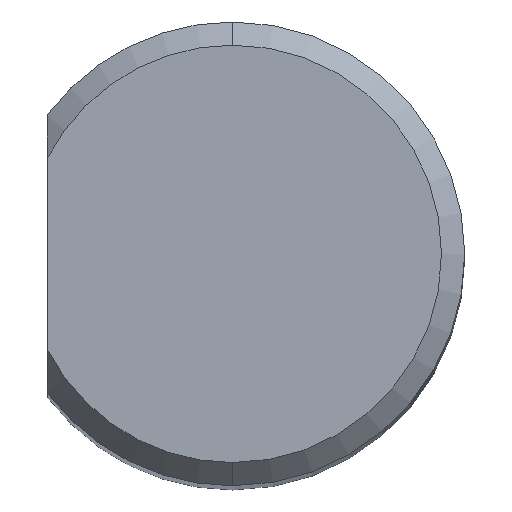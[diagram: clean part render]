
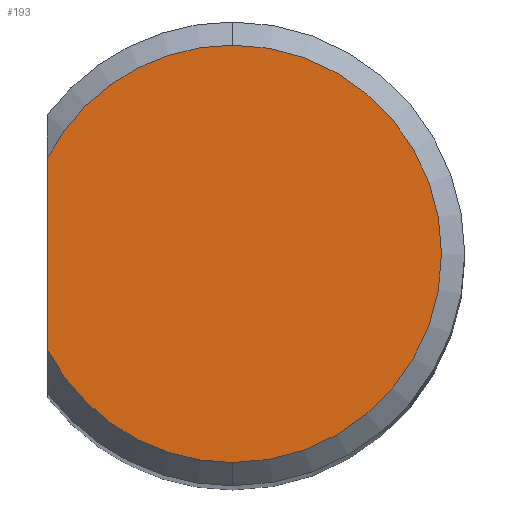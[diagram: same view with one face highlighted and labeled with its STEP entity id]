
A CAD part, top view. The second image highlights one B-rep face of the part: STEP entity #193.
In plain terms, the highlighted planar face has unit normal (0, 0, 1).
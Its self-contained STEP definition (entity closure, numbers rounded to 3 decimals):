
#193=ADVANCED_FACE('NONE',(#464),#465,.F.);
#195=EDGE_CURVE('NONE',#289,#255,#467,.T.);
#255=VERTEX_POINT('NONE',#531);
#257=EDGE_CURVE('NONE',#255,#287,#533,.F.);
#279=VERTEX_POINT('NONE',#557);
#281=EDGE_CURVE('NONE',#279,#289,#559,.T.);
#287=VERTEX_POINT('NONE',#566);
#289=VERTEX_POINT('NONE',#568);
#337=EDGE_CURVE('NONE',#287,#279,#622,.T.);
#464=FACE_OUTER_BOUND('',#819,.T.);
#465=PLANE('',#820);
#467=LINE('',#823,#824);
#531=CARTESIAN_POINT('',(-1.6,-0.825,0.0));
#533=CIRCLE('',#937,1.8);
#557=CARTESIAN_POINT('',(0.0,1.8,0.0));
#559=CIRCLE('',#1007,1.8);
#566=CARTESIAN_POINT('',(0.,-1.8,0.0));
#568=CARTESIAN_POINT('',(-1.6,0.825,0.));
#622=CIRCLE('',#1083,1.8);
#819=EDGE_LOOP('',(#1264,#1265,#1266,#1267));
#820=AXIS2_PLACEMENT_3D('',#1268,#1269,#1270);
#823=CARTESIAN_POINT('',(-1.6,-2.5,0.0));
#824=VECTOR('',#1271,1.0);
#937=AXIS2_PLACEMENT_3D('',#1331,#1332,#1333);
#1007=AXIS2_PLACEMENT_3D('',#1354,#1355,#1356);
#1083=AXIS2_PLACEMENT_3D('',#1441,#1442,#1443);
#1264=ORIENTED_EDGE('',*,*,#257,.T.);
#1265=ORIENTED_EDGE('',*,*,#337,.T.);
#1266=ORIENTED_EDGE('',*,*,#281,.T.);
#1267=ORIENTED_EDGE('',*,*,#195,.T.);
#1268=CARTESIAN_POINT('',(0.0,0.0,0.0));
#1269=DIRECTION('',(0.0,0.0,-1.0));
#1270=DIRECTION('',(1.0,0.0,0.0));
#1271=DIRECTION('',(0.0,-1.0,0.0));
#1331=CARTESIAN_POINT('',(0.0,0.0,0.0));
#1332=DIRECTION('',(0.0,0.0,-1.0));
#1333=DIRECTION('',(0.0,1.0,0.0));
#1354=CARTESIAN_POINT('',(0.0,0.0,0.0));
#1355=DIRECTION('',(-0.0,0.0,1.0));
#1356=DIRECTION('',(0.0,1.0,0.0));
#1441=CARTESIAN_POINT('',(0.0,0.0,0.0));
#1442=DIRECTION('',(-0.0,0.0,1.0));
#1443=DIRECTION('',(0.0,1.0,0.0));
